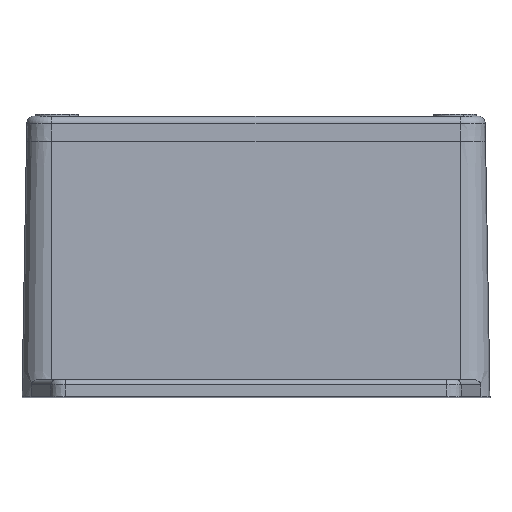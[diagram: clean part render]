
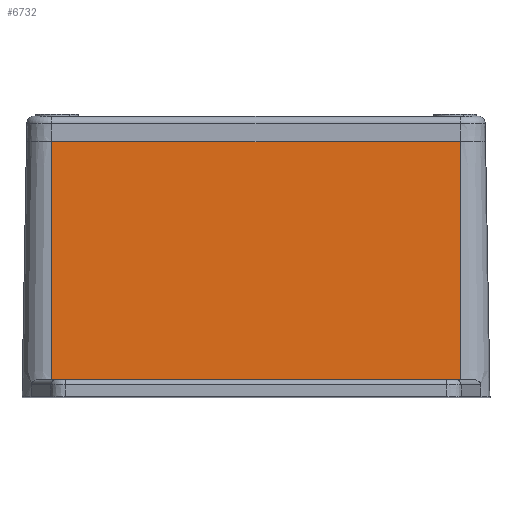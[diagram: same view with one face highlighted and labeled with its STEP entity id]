
A CAD part, top view. The second image highlights one B-rep face of the part: STEP entity #6732.
In plain terms, the highlighted planar face has unit normal (0, 0.018, 1).
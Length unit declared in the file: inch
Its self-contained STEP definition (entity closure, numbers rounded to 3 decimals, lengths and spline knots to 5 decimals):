
#495 = DIRECTION ( 'NONE',  ( 0., 1., -0.017 ) ) ;
#664 = ORIENTED_EDGE ( 'NONE', *, *, #15146, .F. ) ;
#806 = CARTESIAN_POINT ( 'NONE',  ( -1.5748, 0., 2.27165 ) ) ;
#1443 = CARTESIAN_POINT ( 'NONE',  ( -1.5748, -1.8385, 2.30374 ) ) ;
#2190 = CARTESIAN_POINT ( 'NONE',  ( -1.5748, 0., 2.27165 ) ) ;
#2549 = DIRECTION ( 'NONE',  ( 1., 0., 0. ) ) ;
#2747 = FACE_OUTER_BOUND ( 'NONE', #4686, .T. ) ;
#2927 = VECTOR ( 'NONE', #15380, 39.37008 ) ;
#3417 = LINE ( 'NONE', #7710, #12052 ) ;
#3927 = DIRECTION ( 'NONE',  ( 0., -1., 0.017 ) ) ;
#4074 = VECTOR ( 'NONE', #14093, 39.37008 ) ;
#4196 = VECTOR ( 'NONE', #2549, 39.37008 ) ;
#4686 = EDGE_LOOP ( 'NONE', ( #664, #6944, #9857, #18237 ) ) ;
#6682 = AXIS2_PLACEMENT_3D ( 'NONE', #16987, #16918, #3927 ) ;
#6732 = ADVANCED_FACE ( 'NONE', ( #2747 ), #8128, .T. ) ;
#6944 = ORIENTED_EDGE ( 'NONE', *, *, #15251, .T. ) ;
#7315 = VERTEX_POINT ( 'NONE', #18091 ) ;
#7710 = CARTESIAN_POINT ( 'NONE',  ( 1.5748, 0., 2.27165 ) ) ;
#8128 = PLANE ( 'NONE',  #6682 ) ;
#8331 = VERTEX_POINT ( 'NONE', #1443 ) ;
#8572 = CARTESIAN_POINT ( 'NONE',  ( -1.5748, -1.8385, 2.30374 ) ) ;
#8678 = CARTESIAN_POINT ( 'NONE',  ( 1.5748, 0., 2.27165 ) ) ;
#9408 = CARTESIAN_POINT ( 'NONE',  ( 1.5748, -1.8385, 2.30374 ) ) ;
#9788 = EDGE_CURVE ( 'NONE', #7315, #15810, #12846, .T. ) ;
#9857 = ORIENTED_EDGE ( 'NONE', *, *, #14979, .T. ) ;
#12052 = VECTOR ( 'NONE', #495, 39.37008 ) ;
#12846 = LINE ( 'NONE', #2190, #4196 ) ;
#14093 = DIRECTION ( 'NONE',  ( 1., 0., 0. ) ) ;
#14758 = LINE ( 'NONE', #8572, #4074 ) ;
#14978 = LINE ( 'NONE', #806, #2927 ) ;
#14979 = EDGE_CURVE ( 'NONE', #17812, #15810, #3417, .T. ) ;
#15146 = EDGE_CURVE ( 'NONE', #8331, #7315, #14978, .T. ) ;
#15251 = EDGE_CURVE ( 'NONE', #8331, #17812, #14758, .T. ) ;
#15380 = DIRECTION ( 'NONE',  ( 0., 1., -0.017 ) ) ;
#15810 = VERTEX_POINT ( 'NONE', #8678 ) ;
#16918 = DIRECTION ( 'NONE',  ( 0., 0.017, 1. ) ) ;
#16987 = CARTESIAN_POINT ( 'NONE',  ( -1.5748, 0., 2.27165 ) ) ;
#17812 = VERTEX_POINT ( 'NONE', #9408 ) ;
#18091 = CARTESIAN_POINT ( 'NONE',  ( -1.5748, 0., 2.27165 ) ) ;
#18237 = ORIENTED_EDGE ( 'NONE', *, *, #9788, .F. ) ;
